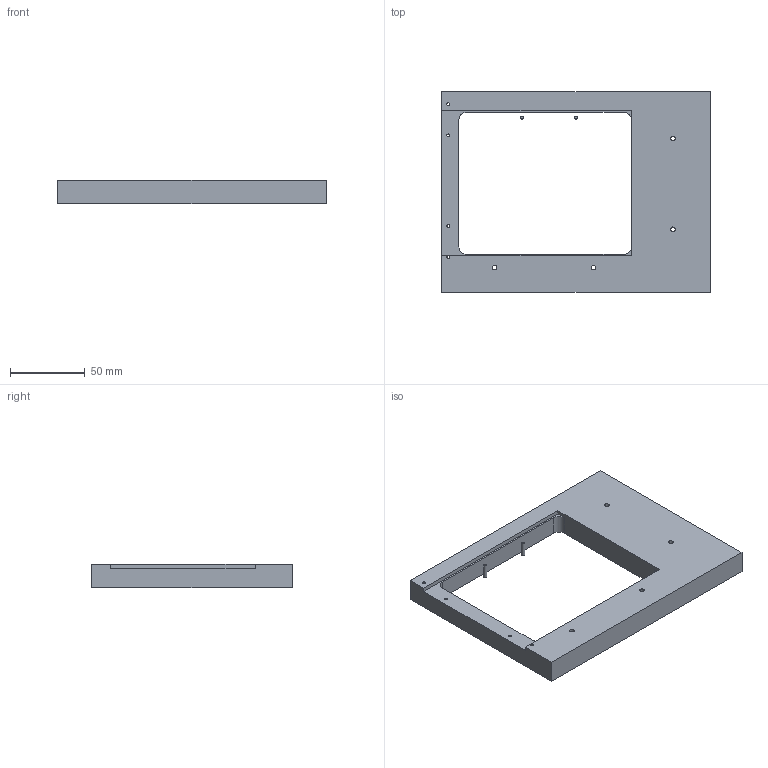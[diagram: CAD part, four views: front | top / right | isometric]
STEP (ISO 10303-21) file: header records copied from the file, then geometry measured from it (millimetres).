
FILE_DESCRIPTION(/* description */ (''),/* implementation_level */ '2;1');
FILE_NAME(/* name */ '30_XYTabel_Aliexpress_xslide.ipt.step',/* time_stamp */ '2022-11-29T08:25:10+01:00',/* author */ ('diederichbenedict'),/* organization */ (''),/* preprocessor_version */ 'ST-DEVELOPER v18.1',/* originating_system */ 'Autodesk Inventor 2022',/* authorisation */ '');
FILE_SCHEMA (('AUTOMOTIVE_DESIGN { 1 0 10303 214 3 1 1 }'));
Length unit declared in the file: millimetre
Products named in the file (1): 30_XYTabel_Aliexpress_xslide
Bounding box: 179.68 x 134.18 x 15.59 mm (x, y, z)
Volume: 201202.1 mm3; surface area: 43117.9 mm2
Topology: 3 solids, 3 shells, 31 faces, 78 edges, 52 vertices
Faces by surface type: plane 17, cylinder 14
Full cylindrical faces by diameter (mm): 2 x6, 3 x4
Entity records: 1015 total; most frequent: DIRECTION 170, CARTESIAN_POINT 162, ORIENTED_EDGE 156, EDGE_CURVE 78, AXIS2_PLACEMENT_3D 60, VERTEX_POINT 52, LINE 50, VECTOR 50
